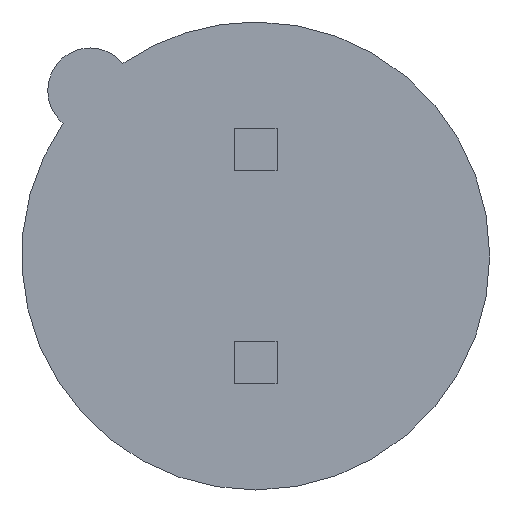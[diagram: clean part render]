
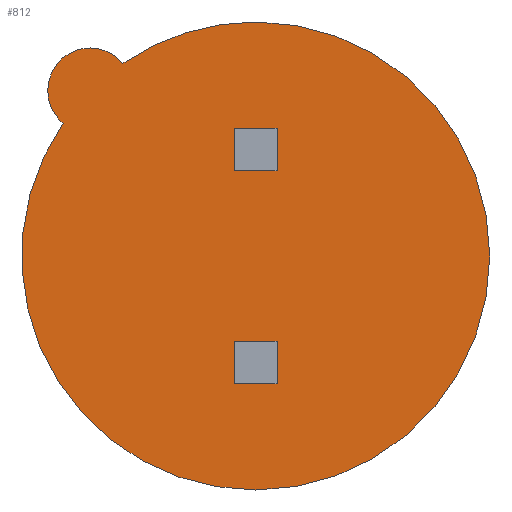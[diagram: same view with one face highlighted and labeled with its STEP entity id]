
A CAD part, front view. The second image highlights one B-rep face of the part: STEP entity #812.
In plain terms, the highlighted planar face has unit normal (0, -1, 0).
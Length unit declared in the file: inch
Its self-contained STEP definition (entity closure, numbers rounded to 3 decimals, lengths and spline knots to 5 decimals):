
#2 = EDGE_CURVE ( 'NONE', #53, #230, #597, .T. ) ;
#41 = VECTOR ( 'NONE', #282, 39.37008 ) ;
#42 = ORIENTED_EDGE ( 'NONE', *, *, #368, .F. ) ;
#44 = DIRECTION ( 'NONE',  ( 0., 1., 0. ) ) ;
#48 = CARTESIAN_POINT ( 'NONE',  ( -0.01, -0.03, -0.06 ) ) ;
#49 = AXIS2_PLACEMENT_3D ( 'NONE', #62, #365, #426 ) ;
#53 = VERTEX_POINT ( 'NONE', #86 ) ;
#55 = VECTOR ( 'NONE', #823, 39.37008 ) ;
#58 = DIRECTION ( 'NONE',  ( 0., 1., 0. ) ) ;
#62 = CARTESIAN_POINT ( 'NONE',  ( 0., -0.03, 0. ) ) ;
#64 = EDGE_CURVE ( 'NONE', #110, #542, #815, .T. ) ;
#73 = EDGE_CURVE ( 'NONE', #404, #748, #303, .T. ) ;
#86 = CARTESIAN_POINT ( 'NONE',  ( 0.01, -0.03, 0.04 ) ) ;
#91 = AXIS2_PLACEMENT_3D ( 'NONE', #389, #166, #671 ) ;
#97 = VECTOR ( 'NONE', #690, 39.37008 ) ;
#110 = VERTEX_POINT ( 'NONE', #913 ) ;
#126 = VERTEX_POINT ( 'NONE', #319 ) ;
#136 = DIRECTION ( 'NONE',  ( 0., 0., 1. ) ) ;
#142 = CARTESIAN_POINT ( 'NONE',  ( 0.01, -0.03, -0.06 ) ) ;
#163 = ORIENTED_EDGE ( 'NONE', *, *, #167, .T. ) ;
#166 = DIRECTION ( 'NONE',  ( 0., -1., 0. ) ) ;
#167 = EDGE_CURVE ( 'NONE', #53, #126, #207, .T. ) ;
#171 = CARTESIAN_POINT ( 'NONE',  ( -0.01, -0.03, -0.06 ) ) ;
#178 = AXIS2_PLACEMENT_3D ( 'NONE', #715, #44, #497 ) ;
#180 = LINE ( 'NONE', #516, #454 ) ;
#185 = VERTEX_POINT ( 'NONE', #171 ) ;
#191 = CARTESIAN_POINT ( 'NONE',  ( 0.01, -0.03, -0.06 ) ) ;
#207 = LINE ( 'NONE', #761, #97 ) ;
#212 = FACE_BOUND ( 'NONE', #879, .T. ) ;
#215 = DIRECTION ( 'NONE',  ( -1., 0., 0. ) ) ;
#219 = CARTESIAN_POINT ( 'NONE',  ( -0.01, -0.03, -0.04 ) ) ;
#230 = VERTEX_POINT ( 'NONE', #325 ) ;
#241 = LINE ( 'NONE', #48, #41 ) ;
#256 = LINE ( 'NONE', #274, #396 ) ;
#274 = CARTESIAN_POINT ( 'NONE',  ( -0.01, -0.03, 0.04 ) ) ;
#282 = DIRECTION ( 'NONE',  ( 0., 0., 1. ) ) ;
#285 = DIRECTION ( 'NONE',  ( 0., 0., 1. ) ) ;
#303 = CIRCLE ( 'NONE', #91, 0.02 ) ;
#309 = CARTESIAN_POINT ( 'NONE',  ( 0.01, -0.03, 0.04 ) ) ;
#313 = EDGE_CURVE ( 'NONE', #126, #814, #256, .T. ) ;
#315 = CIRCLE ( 'NONE', #476, 0.11 ) ;
#319 = CARTESIAN_POINT ( 'NONE',  ( -0.01, -0.03, 0.04 ) ) ;
#324 = ORIENTED_EDGE ( 'NONE', *, *, #855, .T. ) ;
#325 = CARTESIAN_POINT ( 'NONE',  ( 0.01, -0.03, 0.06 ) ) ;
#344 = CARTESIAN_POINT ( 'NONE',  ( -0.01, -0.03, 0.06 ) ) ;
#352 = CARTESIAN_POINT ( 'NONE',  ( 0., -0.03, 0. ) ) ;
#363 = VERTEX_POINT ( 'NONE', #931 ) ;
#365 = DIRECTION ( 'NONE',  ( 0., 1., 0. ) ) ;
#368 = EDGE_CURVE ( 'NONE', #363, #748, #643, .T. ) ;
#388 = CARTESIAN_POINT ( 'NONE',  ( 0.01, -0.03, -0.04 ) ) ;
#389 = CARTESIAN_POINT ( 'NONE',  ( -0.07778, -0.03, 0.07778 ) ) ;
#396 = VECTOR ( 'NONE', #566, 39.37008 ) ;
#402 = VECTOR ( 'NONE', #215, 39.37008 ) ;
#404 = VERTEX_POINT ( 'NONE', #728 ) ;
#407 = EDGE_CURVE ( 'NONE', #787, #363, #315, .T. ) ;
#410 = EDGE_CURVE ( 'NONE', #404, #787, #533, .T. ) ;
#420 = ORIENTED_EDGE ( 'NONE', *, *, #73, .T. ) ;
#425 = CARTESIAN_POINT ( 'NONE',  ( 0., -0.03, 0.11 ) ) ;
#426 = DIRECTION ( 'NONE',  ( 0., 0., 1. ) ) ;
#429 = PLANE ( 'NONE',  #178 ) ;
#454 = VECTOR ( 'NONE', #285, 39.37008 ) ;
#476 = AXIS2_PLACEMENT_3D ( 'NONE', #352, #573, #644 ) ;
#486 = CARTESIAN_POINT ( 'NONE',  ( -0.09058, -0.03, 0.06241 ) ) ;
#497 = DIRECTION ( 'NONE',  ( 0., 0., 1. ) ) ;
#515 = ORIENTED_EDGE ( 'NONE', *, *, #64, .F. ) ;
#516 = CARTESIAN_POINT ( 'NONE',  ( 0.01, -0.03, -0.06 ) ) ;
#518 = EDGE_CURVE ( 'NONE', #710, #185, #943, .T. ) ;
#533 = CIRCLE ( 'NONE', #49, 0.11 ) ;
#542 = VERTEX_POINT ( 'NONE', #219 ) ;
#543 = FACE_OUTER_BOUND ( 'NONE', #920, .T. ) ;
#554 = ORIENTED_EDGE ( 'NONE', *, *, #518, .T. ) ;
#566 = DIRECTION ( 'NONE',  ( 0., 0., 1. ) ) ;
#573 = DIRECTION ( 'NONE',  ( 0., 1., 0. ) ) ;
#589 = ORIENTED_EDGE ( 'NONE', *, *, #940, .F. ) ;
#597 = LINE ( 'NONE', #309, #55 ) ;
#600 = DIRECTION ( 'NONE',  ( -1., 0., 0. ) ) ;
#604 = ORIENTED_EDGE ( 'NONE', *, *, #750, .F. ) ;
#613 = ORIENTED_EDGE ( 'NONE', *, *, #410, .F. ) ;
#616 = LINE ( 'NONE', #691, #726 ) ;
#643 = CIRCLE ( 'NONE', #910, 0.11 ) ;
#644 = DIRECTION ( 'NONE',  ( 0., 0., 1. ) ) ;
#665 = ORIENTED_EDGE ( 'NONE', *, *, #407, .F. ) ;
#671 = DIRECTION ( 'NONE',  ( 0., 0., -1. ) ) ;
#690 = DIRECTION ( 'NONE',  ( -1., 0., 0. ) ) ;
#691 = CARTESIAN_POINT ( 'NONE',  ( 0.01, -0.03, 0.06 ) ) ;
#710 = VERTEX_POINT ( 'NONE', #191 ) ;
#715 = CARTESIAN_POINT ( 'NONE',  ( 0., -0.03, 0. ) ) ;
#726 = VECTOR ( 'NONE', #942, 39.37008 ) ;
#728 = CARTESIAN_POINT ( 'NONE',  ( -0.06241, -0.03, 0.09058 ) ) ;
#748 = VERTEX_POINT ( 'NONE', #486 ) ;
#750 = EDGE_CURVE ( 'NONE', #230, #814, #616, .T. ) ;
#757 = VECTOR ( 'NONE', #600, 39.37008 ) ;
#761 = CARTESIAN_POINT ( 'NONE',  ( 0.01, -0.03, 0.04 ) ) ;
#787 = VERTEX_POINT ( 'NONE', #425 ) ;
#788 = FACE_BOUND ( 'NONE', #831, .T. ) ;
#812 = ADVANCED_FACE ( 'NONE', ( #788, #543, #212 ), #429, .F. ) ;
#814 = VERTEX_POINT ( 'NONE', #344 ) ;
#815 = LINE ( 'NONE', #388, #757 ) ;
#823 = DIRECTION ( 'NONE',  ( 0., 0., 1. ) ) ;
#831 = EDGE_LOOP ( 'NONE', ( #589, #554, #324, #515 ) ) ;
#855 = EDGE_CURVE ( 'NONE', #185, #542, #241, .T. ) ;
#861 = ORIENTED_EDGE ( 'NONE', *, *, #2, .F. ) ;
#867 = CARTESIAN_POINT ( 'NONE',  ( 0., -0.03, 0. ) ) ;
#879 = EDGE_LOOP ( 'NONE', ( #861, #163, #892, #604 ) ) ;
#892 = ORIENTED_EDGE ( 'NONE', *, *, #313, .T. ) ;
#910 = AXIS2_PLACEMENT_3D ( 'NONE', #867, #58, #136 ) ;
#913 = CARTESIAN_POINT ( 'NONE',  ( 0.01, -0.03, -0.04 ) ) ;
#920 = EDGE_LOOP ( 'NONE', ( #613, #420, #42, #665 ) ) ;
#931 = CARTESIAN_POINT ( 'NONE',  ( 0., -0.03, -0.11 ) ) ;
#940 = EDGE_CURVE ( 'NONE', #710, #110, #180, .T. ) ;
#942 = DIRECTION ( 'NONE',  ( -1., 0., 0. ) ) ;
#943 = LINE ( 'NONE', #142, #402 ) ;
